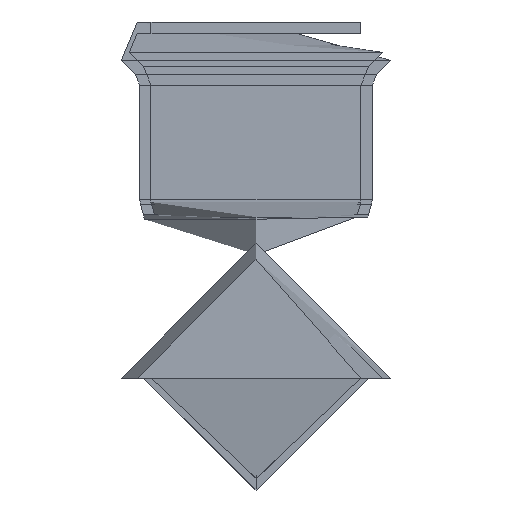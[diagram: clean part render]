
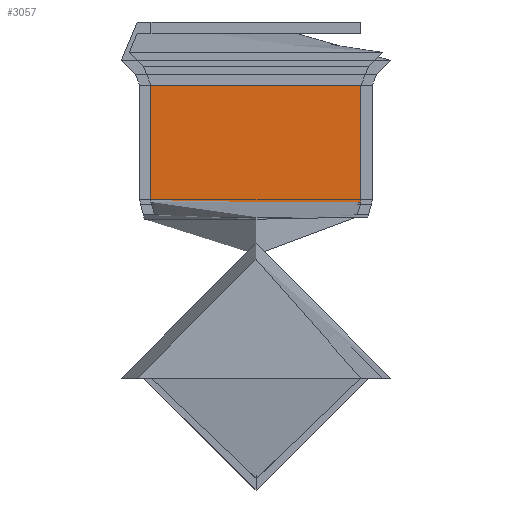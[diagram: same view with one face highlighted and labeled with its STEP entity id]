
A CAD part, left-side view. The second image highlights one B-rep face of the part: STEP entity #3057.
In plain terms, the highlighted free-form (B-spline) face has degree [1, 2] with [2, 9] control points.
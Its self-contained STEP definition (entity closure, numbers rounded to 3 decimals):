
#3012 = VERTEX_POINT('',#3013);
#3013 = CARTESIAN_POINT('',(24.,-14.,0.));
#3018 = EDGE_CURVE('',#3019,#3012,#3021,.T.);
#3019 = VERTEX_POINT('',#3020);
#3020 = CARTESIAN_POINT('',(24.,14.,0.));
#3021 = ( BOUNDED_CURVE() B_SPLINE_CURVE(2,(#3022,#3023,#3024,#3025,
#3026),.UNSPECIFIED.,.F.,.F.) B_SPLINE_CURVE_WITH_KNOTS((3,2,3),(0.,
1.571,3.142),.UNSPECIFIED.) CURVE() 
GEOMETRIC_REPRESENTATION_ITEM() RATIONAL_B_SPLINE_CURVE((1.,
0.707,1.,0.707,1.)) REPRESENTATION_ITEM('') );
#3022 = CARTESIAN_POINT('',(24.,14.,0.));
#3023 = CARTESIAN_POINT('',(24.,14.,14.));
#3024 = CARTESIAN_POINT('',(24.,0.,14.));
#3025 = CARTESIAN_POINT('',(24.,-14.,14.));
#3026 = CARTESIAN_POINT('',(24.,-14.,0.));
#3028 = EDGE_CURVE('',#3012,#3019,#3029,.T.);
#3029 = ( BOUNDED_CURVE() B_SPLINE_CURVE(2,(#3030,#3031,#3032,#3033,
#3034),.UNSPECIFIED.,.F.,.F.) B_SPLINE_CURVE_WITH_KNOTS((3,2,3),(
    3.142,4.712,6.283),
.PIECEWISE_BEZIER_KNOTS.) CURVE() GEOMETRIC_REPRESENTATION_ITEM() 
RATIONAL_B_SPLINE_CURVE((1.,0.707,1.,0.707,1.)) 
REPRESENTATION_ITEM('') );
#3030 = CARTESIAN_POINT('',(24.,-14.,0.));
#3031 = CARTESIAN_POINT('',(24.,-14.,-14.));
#3032 = CARTESIAN_POINT('',(24.,0.,-14.));
#3033 = CARTESIAN_POINT('',(24.,14.,-14.));
#3034 = CARTESIAN_POINT('',(24.,14.,0.));
#3057 = ADVANCED_FACE('',(#3058),#3094,.T.);
#3058 = FACE_BOUND('',#3059,.T.);
#3059 = EDGE_LOOP('',(#3060,#3061,#3068,#3076,#3084,#3092,#3093));
#3060 = ORIENTED_EDGE('',*,*,#3018,.T.);
#3061 = ORIENTED_EDGE('',*,*,#3062,.T.);
#3062 = EDGE_CURVE('',#3012,#3063,#3065,.T.);
#3063 = VERTEX_POINT('',#3064);
#3064 = CARTESIAN_POINT('',(8.421,-14.,0.));
#3065 = B_SPLINE_CURVE_WITH_KNOTS('',1,(#3066,#3067),.UNSPECIFIED.,.F.,
  .F.,(2,2),(-0.556,0.556),.PIECEWISE_BEZIER_KNOTS.);
#3066 = CARTESIAN_POINT('',(24.,-14.,0.));
#3067 = CARTESIAN_POINT('',(8.421,-14.,0.));
#3068 = ORIENTED_EDGE('',*,*,#3069,.F.);
#3069 = EDGE_CURVE('',#3070,#3063,#3072,.T.);
#3070 = VERTEX_POINT('',#3071);
#3071 = CARTESIAN_POINT('',(8.421,0.,14.));
#3072 = ( BOUNDED_CURVE() B_SPLINE_CURVE(2,(#3073,#3074,#3075),
.UNSPECIFIED.,.F.,.F.) B_SPLINE_CURVE_WITH_KNOTS((3,3),(1.571,
3.142),.PIECEWISE_BEZIER_KNOTS.) CURVE() 
GEOMETRIC_REPRESENTATION_ITEM() RATIONAL_B_SPLINE_CURVE((1.,
0.707,1.)) REPRESENTATION_ITEM('') );
#3073 = CARTESIAN_POINT('',(8.421,0.,14.));
#3074 = CARTESIAN_POINT('',(8.421,-14.,14.));
#3075 = CARTESIAN_POINT('',(8.421,-14.,0.));
#3076 = ORIENTED_EDGE('',*,*,#3077,.F.);
#3077 = EDGE_CURVE('',#3078,#3070,#3080,.T.);
#3078 = VERTEX_POINT('',#3079);
#3079 = CARTESIAN_POINT('',(8.421,14.,0.));
#3080 = ( BOUNDED_CURVE() B_SPLINE_CURVE(2,(#3081,#3082,#3083),
.UNSPECIFIED.,.F.,.F.) B_SPLINE_CURVE_WITH_KNOTS((3,3),(0.,
1.571),.PIECEWISE_BEZIER_KNOTS.) CURVE() 
GEOMETRIC_REPRESENTATION_ITEM() RATIONAL_B_SPLINE_CURVE((1.,
0.707,1.)) REPRESENTATION_ITEM('') );
#3081 = CARTESIAN_POINT('',(8.421,14.,0.));
#3082 = CARTESIAN_POINT('',(8.421,14.,14.));
#3083 = CARTESIAN_POINT('',(8.421,0.,14.));
#3084 = ORIENTED_EDGE('',*,*,#3085,.F.);
#3085 = EDGE_CURVE('',#3063,#3078,#3086,.T.);
#3086 = ( BOUNDED_CURVE() B_SPLINE_CURVE(2,(#3087,#3088,#3089,#3090,
#3091),.UNSPECIFIED.,.F.,.F.) B_SPLINE_CURVE_WITH_KNOTS((3,2,3),(
    3.142,4.712,6.283),
.PIECEWISE_BEZIER_KNOTS.) CURVE() GEOMETRIC_REPRESENTATION_ITEM() 
RATIONAL_B_SPLINE_CURVE((1.,0.707,1.,0.707,1.)) 
REPRESENTATION_ITEM('') );
#3087 = CARTESIAN_POINT('',(8.421,-14.,0.));
#3088 = CARTESIAN_POINT('',(8.421,-14.,-14.));
#3089 = CARTESIAN_POINT('',(8.421,0.,-14.));
#3090 = CARTESIAN_POINT('',(8.421,14.,-14.));
#3091 = CARTESIAN_POINT('',(8.421,14.,0.));
#3092 = ORIENTED_EDGE('',*,*,#3062,.F.);
#3093 = ORIENTED_EDGE('',*,*,#3028,.T.);
#3094 = ( BOUNDED_SURFACE() B_SPLINE_SURFACE(1,2,(
    (#3095,#3096,#3097,#3098,#3099,#3100,#3101,#3102,#3103)
    ,(#3104,#3105,#3106,#3107,#3108,#3109,#3110,#3111,#3112
)),.UNSPECIFIED.,.F.,.T.,.F.) B_SPLINE_SURFACE_WITH_KNOTS((2,2),(1,2,2,2
    ,2,2,1),(-0.556,0.556),(-4.712,
    -3.142,-1.571,0.,1.571,3.142,
4.712),.UNSPECIFIED.) GEOMETRIC_REPRESENTATION_ITEM() 
RATIONAL_B_SPLINE_SURFACE((
    (1.,0.707,1.,0.707,1.,0.707,1.
      ,0.707,1.)
    ,(1.,0.707,1.,0.707,1.,0.707,1.
,0.707,1.))) REPRESENTATION_ITEM('') SURFACE() );
#3095 = CARTESIAN_POINT('',(8.421,-14.,0.));
#3096 = CARTESIAN_POINT('',(8.421,-14.,-14.));
#3097 = CARTESIAN_POINT('',(8.421,0.,-14.));
#3098 = CARTESIAN_POINT('',(8.421,14.,-14.));
#3099 = CARTESIAN_POINT('',(8.421,14.,0.));
#3100 = CARTESIAN_POINT('',(8.421,14.,14.));
#3101 = CARTESIAN_POINT('',(8.421,0.,14.));
#3102 = CARTESIAN_POINT('',(8.421,-14.,14.));
#3103 = CARTESIAN_POINT('',(8.421,-14.,0.));
#3104 = CARTESIAN_POINT('',(24.,-14.,0.));
#3105 = CARTESIAN_POINT('',(24.,-14.,-14.));
#3106 = CARTESIAN_POINT('',(24.,0.,-14.));
#3107 = CARTESIAN_POINT('',(24.,14.,-14.));
#3108 = CARTESIAN_POINT('',(24.,14.,0.));
#3109 = CARTESIAN_POINT('',(24.,14.,14.));
#3110 = CARTESIAN_POINT('',(24.,0.,14.));
#3111 = CARTESIAN_POINT('',(24.,-14.,14.));
#3112 = CARTESIAN_POINT('',(24.,-14.,0.));
